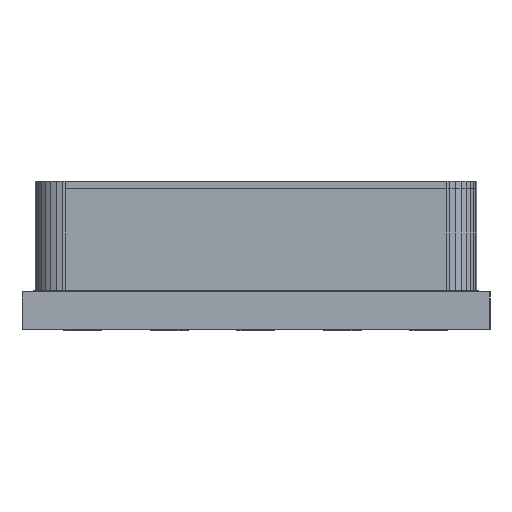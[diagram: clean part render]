
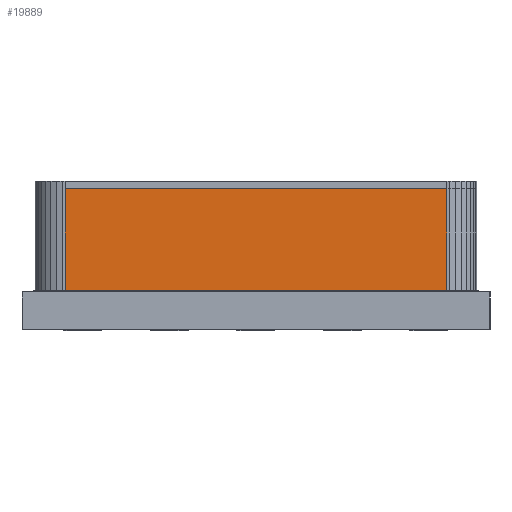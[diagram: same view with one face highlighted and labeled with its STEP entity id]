
A CAD part, left-side view. The second image highlights one B-rep face of the part: STEP entity #19889.
In plain terms, the highlighted planar face has unit normal (-1, 0, 0).
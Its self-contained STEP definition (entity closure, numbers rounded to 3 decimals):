
#518 = AXIS2_PLACEMENT_3D ( 'NONE', #12782, #15206, #8914 ) ;
#815 = CARTESIAN_POINT ( 'NONE',  ( 0.495, 1.145, 2.7 ) ) ;
#3313 = CARTESIAN_POINT ( 'NONE',  ( 0.495, 11.245, 2.7 ) ) ;
#3549 = EDGE_CURVE ( 'NONE', #13967, #8701, #5545, .T. ) ;
#4224 = VECTOR ( 'NONE', #14601, 1000. ) ;
#4991 = ORIENTED_EDGE ( 'NONE', *, *, #11180, .T. ) ;
#5545 = LINE ( 'NONE', #9804, #4224 ) ;
#6258 = EDGE_LOOP ( 'NONE', ( #4991, #15185, #19368, #18132 ) ) ;
#7510 = LINE ( 'NONE', #14352, #29276 ) ;
#8409 = CARTESIAN_POINT ( 'NONE',  ( 0.495, 11.245, 0. ) ) ;
#8701 = VERTEX_POINT ( 'NONE', #16978 ) ;
#8914 = DIRECTION ( 'NONE',  ( 0., 0., 1. ) ) ;
#9804 = CARTESIAN_POINT ( 'NONE',  ( 0.495, 1.145, 0. ) ) ;
#10868 = CARTESIAN_POINT ( 'NONE',  ( 0.495, 1.145, 2.7 ) ) ;
#11180 = EDGE_CURVE ( 'NONE', #13967, #23775, #7510, .T. ) ;
#12782 = CARTESIAN_POINT ( 'NONE',  ( 0.495, 1.145, 0. ) ) ;
#13967 = VERTEX_POINT ( 'NONE', #14457 ) ;
#14352 = CARTESIAN_POINT ( 'NONE',  ( 0.495, 1.145, 0. ) ) ;
#14457 = CARTESIAN_POINT ( 'NONE',  ( 0.495, 1.145, 0. ) ) ;
#14601 = DIRECTION ( 'NONE',  ( 0., 1., 0. ) ) ;
#15185 = ORIENTED_EDGE ( 'NONE', *, *, #21403, .T. ) ;
#15206 = DIRECTION ( 'NONE',  ( -1., 0., 0. ) ) ;
#16978 = CARTESIAN_POINT ( 'NONE',  ( 0.495, 11.245, 0. ) ) ;
#17051 = DIRECTION ( 'NONE',  ( 0., 1., 0. ) ) ;
#17656 = DIRECTION ( 'NONE',  ( 0., 0., 1. ) ) ;
#18132 = ORIENTED_EDGE ( 'NONE', *, *, #3549, .F. ) ;
#19368 = ORIENTED_EDGE ( 'NONE', *, *, #26321, .F. ) ;
#19889 = ADVANCED_FACE ( 'NONE', ( #24442 ), #20139, .T. ) ;
#20102 = VECTOR ( 'NONE', #17656, 1000. ) ;
#20139 = PLANE ( 'NONE',  #518 ) ;
#20793 = DIRECTION ( 'NONE',  ( 0., 0., 1. ) ) ;
#21403 = EDGE_CURVE ( 'NONE', #23775, #28719, #25977, .T. ) ;
#23389 = VECTOR ( 'NONE', #17051, 1000. ) ;
#23775 = VERTEX_POINT ( 'NONE', #10868 ) ;
#24442 = FACE_OUTER_BOUND ( 'NONE', #6258, .T. ) ;
#24506 = LINE ( 'NONE', #8409, #20102 ) ;
#25977 = LINE ( 'NONE', #815, #23389 ) ;
#26321 = EDGE_CURVE ( 'NONE', #8701, #28719, #24506, .T. ) ;
#28719 = VERTEX_POINT ( 'NONE', #3313 ) ;
#29276 = VECTOR ( 'NONE', #20793, 1000. ) ;
